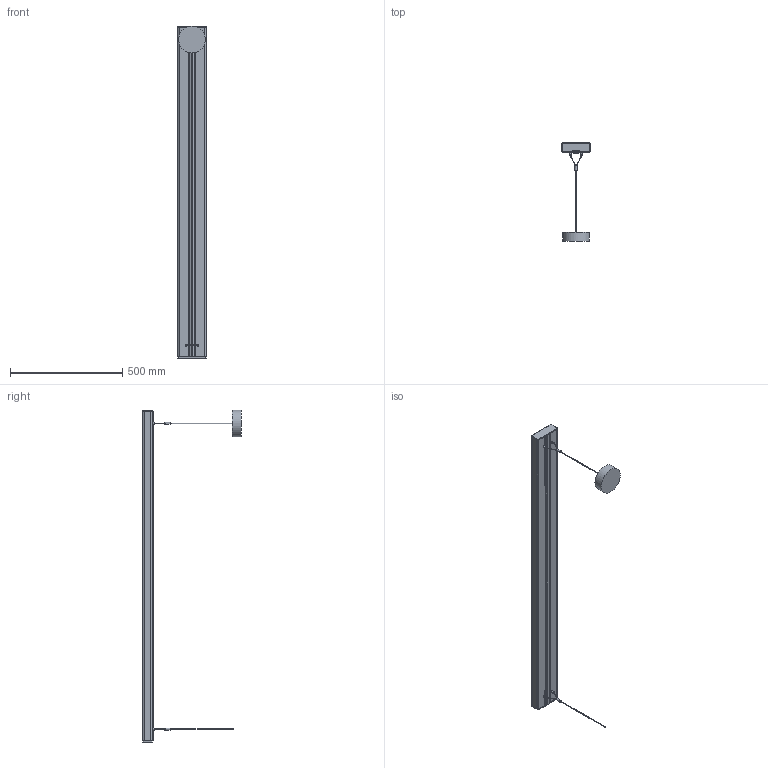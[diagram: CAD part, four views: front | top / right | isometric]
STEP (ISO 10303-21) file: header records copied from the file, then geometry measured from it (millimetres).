
FILE_DESCRIPTION (( 'STEP AP214' ), '1' );
FILE_NAME ('Linear IndiviLED INDIRECT 1500 G2.STEP', '2024-01-11T12:00:51', ( '' ), ( '' ), 'SwSTEP 2.0', 'SolidWorks 2022', '' );
FILE_SCHEMA (( 'AUTOMOTIVE_DESIGN' ));
Length unit declared in the file: millimetre
Products named in the file (1): Linear IndiviLED INDIRECT 1500 G2
Bounding box: 125 x 439 x 1477.5 mm (x, y, z)
Volume: 1672264.9 mm3; surface area: 1470861.7 mm2
Topology: 23 solids, 23 shells, 827 faces, 2137 edges, 1424 vertices
Faces by surface type: bspline 404, plane 294, torus 62, cylinder 53, cone 14
Full cylindrical faces by diameter (mm): 4 x2, 9 x6, 120 x1
Entity records: 103321 total; most frequent: CARTESIAN_POINT 77306, ORIENTED_EDGE 4136, EDGE_CURVE 2068, DIRECTION 1906, VERTEX_POINT 1416, B_SPLINE_CURVE_WITH_KNOTS 1264, EDGE_LOOP 1060, FACE_OUTER_BOUND 886
